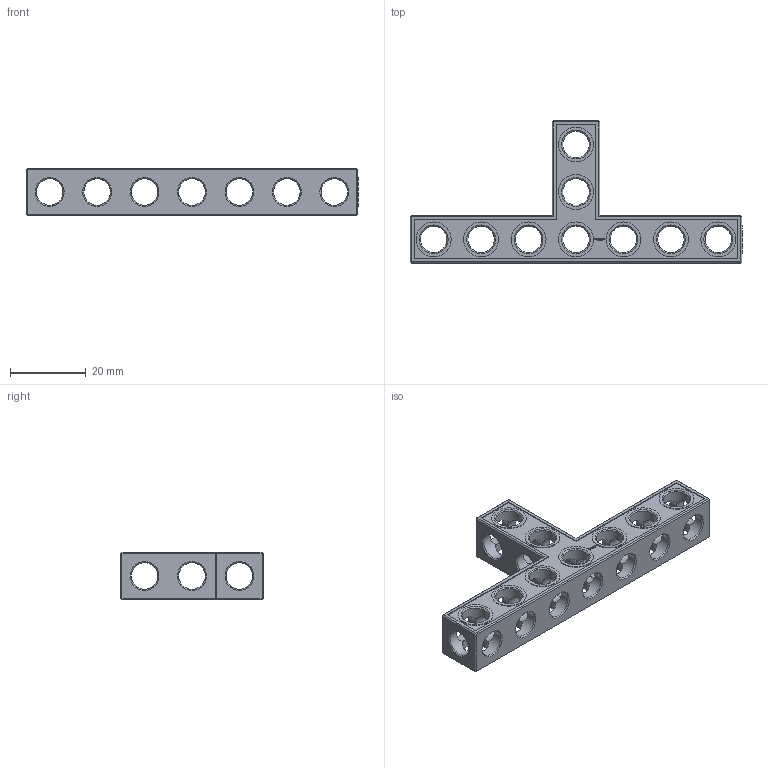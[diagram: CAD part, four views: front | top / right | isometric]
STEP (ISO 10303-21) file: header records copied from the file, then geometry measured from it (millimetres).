
FILE_DESCRIPTION(('FreeCAD Model'),'2;1');
FILE_NAME('Open CASCADE Shape Model','2021-08-09T14:33:35',( 'Paulo Kiefe'),('STEMFIE.org'),'Open CASCADE STEP processor 7.4', 'FreeCAD','Unknown');
FILE_SCHEMA(('AUTOMOTIVE_DESIGN { 1 0 10303 214 1 1 1 1 }'));
Products named in the file (1): Beam_TSH_SYM_ESS_BU07x03x01_-_SPN-BEM-1039_(stemfie.org)
Bounding box: 87.5 x 37.5 x 12.5 mm (x, y, z)
Volume: 8781.3 mm3; surface area: 8032.7 mm2
Topology: 1 solids, 1 shells, 660 faces, 1895 edges, 1245 vertices
Faces by surface type: plane 387, extrusion 174, cylinder 59, cone 40
Full cylindrical faces by diameter (mm): 7 x46, 9.2 x9
Entity records: 54921 total; most frequent: CARTESIAN_POINT 14370, DIRECTION 5821, VECTOR 4234, LINE 4060, ORIENTED_EDGE 3790, PCURVE 3790, DEFINITIONAL_REPRESENTATION 3790, EDGE_CURVE 1895
